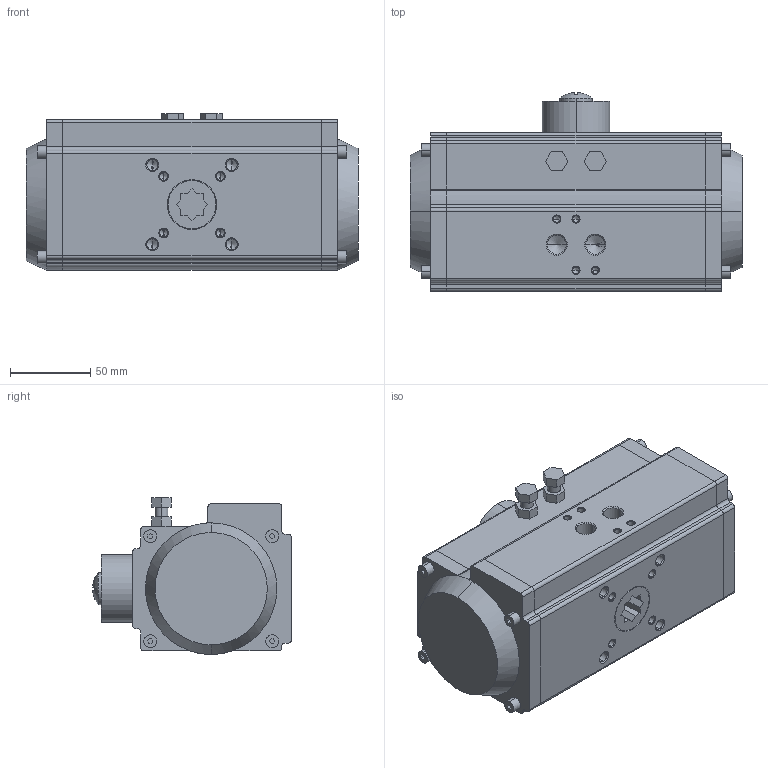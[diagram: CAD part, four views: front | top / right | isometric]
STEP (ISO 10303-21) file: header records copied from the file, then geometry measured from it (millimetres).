
FILE_DESCRIPTION (( 'STEP AP214' ), '1' );
FILE_NAME ('SC-RAT075-DA.STEP', '2025-10-31T14:33:29', ( 'KTP' ), ( '' ), 'SwSTEP 2.0', 'SolidWorks 2021', '' );
FILE_SCHEMA (( 'AUTOMOTIVE_DESIGN' ));
Length unit declared in the file: millimetre
Products named in the file (1): SC-RAT075-DA
Bounding box: 207 x 123.94 x 97.75 mm (x, y, z)
Volume: 1609158.9 mm3; surface area: 139715.6 mm2
Topology: 3 solids, 5 shells, 395 faces, 996 edges, 616 vertices
Faces by surface type: plane 190, cylinder 123, cone 80, sphere 2
Entity records: 15256 total; most frequent: DIRECTION 2056, CARTESIAN_POINT 2000, ORIENTED_EDGE 1912, EDGE_CURVE 956, AXIS2_PLACEMENT_3D 712, VECTOR 632, LINE 632, VERTEX_POINT 616
